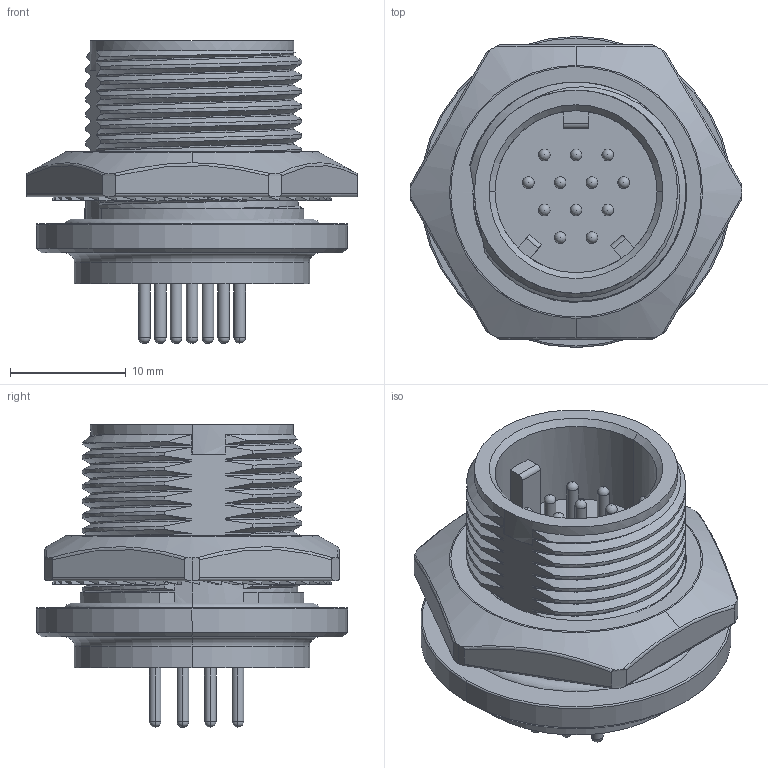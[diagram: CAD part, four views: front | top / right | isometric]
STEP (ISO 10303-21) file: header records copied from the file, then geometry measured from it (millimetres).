
FILE_DESCRIPTION (( 'STEP AP203' ), '1' );
FILE_NAME ('SF4281-12EPG-3ES.STEP', '2014-12-16T14:37:38', ( '' ), ( '' ), 'SwSTEP 2.0', 'SolidWorks 2014', '' );
FILE_SCHEMA (( 'CONFIG_CONTROL_DESIGN' ));
Length unit declared in the file: inch
Products named in the file (1): SF4281-12EPG-3ES
Bounding box: 28.6 x 26.82 x 26.11 mm (x, y, z)
Volume: 6331.3 mm3; surface area: 4679.1 mm2
Topology: 2 solids, 2 shells, 388 faces, 989 edges, 636 vertices
Faces by surface type: plane 196, cylinder 102, bspline 35, torus 32, sphere 12, cone 11
Entity records: 23721 total; most frequent: CARTESIAN_POINT 14907, ORIENTED_EDGE 1882, DIRECTION 1650, EDGE_CURVE 941, VERTEX_POINT 624, AXIS2_PLACEMENT_3D 552, LINE 546, VECTOR 546
